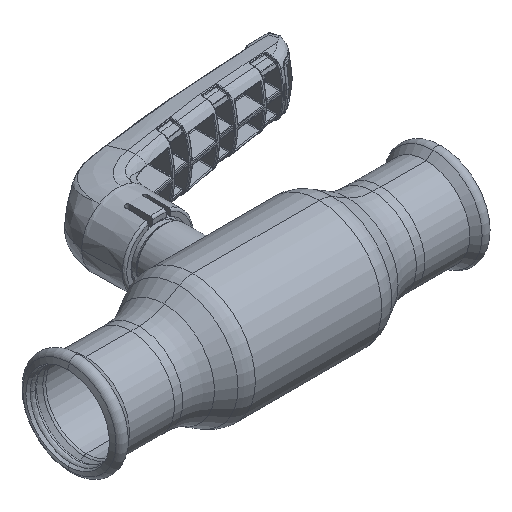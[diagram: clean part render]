
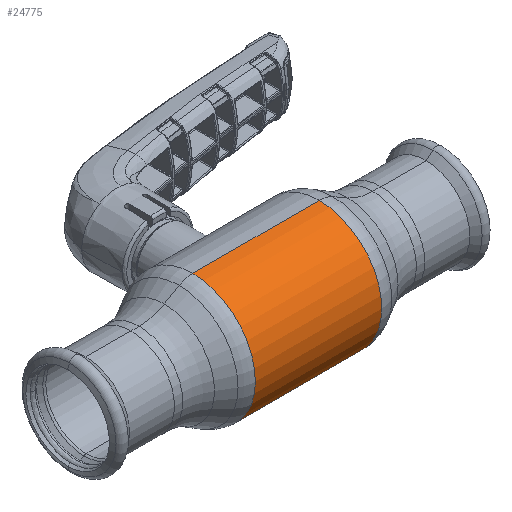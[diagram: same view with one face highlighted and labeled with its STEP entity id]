
A CAD part, isometric view. The second image highlights one B-rep face of the part: STEP entity #24775.
In plain terms, the highlighted cylindrical face has radius 27.5 mm (diameter 55 mm), a partial arc.
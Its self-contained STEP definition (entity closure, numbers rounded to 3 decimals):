
#1019 = CYLINDRICAL_SURFACE ( 'NONE', #22995, 27.5 ) ;
#1591 = DIRECTION ( 'NONE',  ( 0., 0., 1. ) ) ;
#3483 = LINE ( 'NONE', #7833, #51715 ) ;
#3719 = DIRECTION ( 'NONE',  ( 0., 0., 1. ) ) ;
#5359 = ORIENTED_EDGE ( 'NONE', *, *, #53231, .T. ) ;
#6230 = DIRECTION ( 'NONE',  ( -1., 0., 0. ) ) ;
#6530 = DIRECTION ( 'NONE',  ( -1., 0., 0. ) ) ;
#6671 = CARTESIAN_POINT ( 'NONE',  ( 27.785, 0., 0. ) ) ;
#7833 = CARTESIAN_POINT ( 'NONE',  ( -62.69, 0., 27.5 ) ) ;
#10043 = CIRCLE ( 'NONE', #43871, 27.5 ) ;
#14976 = VERTEX_POINT ( 'NONE', #23537 ) ;
#16244 = AXIS2_PLACEMENT_3D ( 'NONE', #35381, #6230, #1591 ) ;
#16883 = DIRECTION ( 'NONE',  ( -1., 0., 0. ) ) ;
#17010 = EDGE_CURVE ( 'NONE', #14976, #31504, #58962, .T. ) ;
#18218 = DIRECTION ( 'NONE',  ( -1., 0., 0. ) ) ;
#18992 = VERTEX_POINT ( 'NONE', #23037 ) ;
#20048 = CARTESIAN_POINT ( 'NONE',  ( 27.785, 0., 27.5 ) ) ;
#21191 = CARTESIAN_POINT ( 'NONE',  ( -62.69, 0., -27.5 ) ) ;
#22823 = FACE_OUTER_BOUND ( 'NONE', #42227, .T. ) ;
#22995 = AXIS2_PLACEMENT_3D ( 'NONE', #31822, #18218, #3719 ) ;
#22997 = EDGE_CURVE ( 'NONE', #46348, #31504, #3483, .T. ) ;
#23037 = CARTESIAN_POINT ( 'NONE',  ( 27.785, 0., -27.5 ) ) ;
#23162 = VECTOR ( 'NONE', #6530, 1000. ) ;
#23537 = CARTESIAN_POINT ( 'NONE',  ( -27.785, 0., -27.5 ) ) ;
#24775 = ADVANCED_FACE ( 'NONE', ( #22823 ), #1019, .T. ) ;
#26229 = EDGE_CURVE ( 'NONE', #18992, #14976, #26890, .T. ) ;
#26890 = LINE ( 'NONE', #21191, #23162 ) ;
#28530 = CARTESIAN_POINT ( 'NONE',  ( -27.785, 0., 27.5 ) ) ;
#30590 = DIRECTION ( 'NONE',  ( 0., 0., 1. ) ) ;
#31504 = VERTEX_POINT ( 'NONE', #28530 ) ;
#31822 = CARTESIAN_POINT ( 'NONE',  ( -62.69, 0., 0. ) ) ;
#32086 = ORIENTED_EDGE ( 'NONE', *, *, #22997, .T. ) ;
#35381 = CARTESIAN_POINT ( 'NONE',  ( -27.785, 0., 0. ) ) ;
#42227 = EDGE_LOOP ( 'NONE', ( #61031, #5359, #32086, #55528 ) ) ;
#43871 = AXIS2_PLACEMENT_3D ( 'NONE', #6671, #55307, #30590 ) ;
#46348 = VERTEX_POINT ( 'NONE', #20048 ) ;
#51715 = VECTOR ( 'NONE', #16883, 1000. ) ;
#53231 = EDGE_CURVE ( 'NONE', #18992, #46348, #10043, .T. ) ;
#55307 = DIRECTION ( 'NONE',  ( -1., 0., 0. ) ) ;
#55528 = ORIENTED_EDGE ( 'NONE', *, *, #17010, .F. ) ;
#58962 = CIRCLE ( 'NONE', #16244, 27.5 ) ;
#61031 = ORIENTED_EDGE ( 'NONE', *, *, #26229, .F. ) ;
